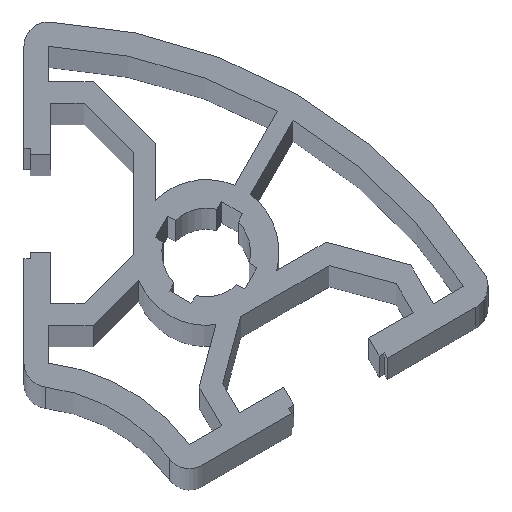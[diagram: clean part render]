
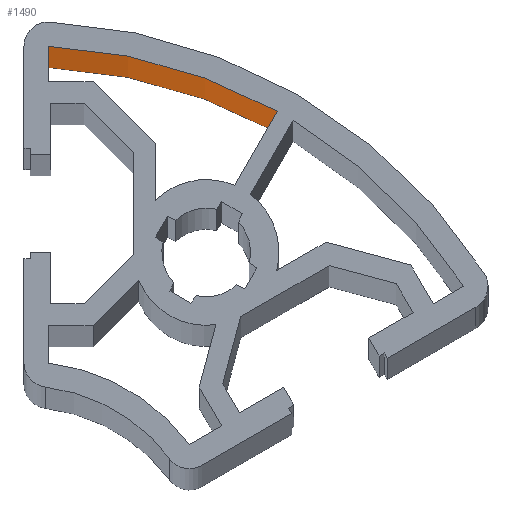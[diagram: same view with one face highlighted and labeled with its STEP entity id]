
A CAD part, top view. The second image highlights one B-rep face of the part: STEP entity #1490.
In plain terms, the highlighted cylindrical face has radius 43 mm (diameter 86 mm), a partial arc.
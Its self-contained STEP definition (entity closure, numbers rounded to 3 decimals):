
#88=FACE_OUTER_BOUND('',#164,.T.);
#164=EDGE_LOOP('',(#1045,#1046,#1047,#1048));
#245=CIRCLE('',#1589,43.);
#246=CIRCLE('',#1590,43.);
#287=LINE('',#2129,#477);
#289=LINE('',#2135,#479);
#477=VECTOR('',#1717,10.);
#479=VECTOR('',#1723,10.);
#665=VERTEX_POINT('',#2126);
#666=VERTEX_POINT('',#2128);
#667=VERTEX_POINT('',#2132);
#668=VERTEX_POINT('',#2134);
#817=EDGE_CURVE('',#666,#665,#287,.T.);
#819=EDGE_CURVE('',#667,#665,#245,.T.);
#820=EDGE_CURVE('',#667,#668,#289,.T.);
#821=EDGE_CURVE('',#666,#668,#246,.T.);
#1045=ORIENTED_EDGE('',*,*,#817,.T.);
#1046=ORIENTED_EDGE('',*,*,#819,.F.);
#1047=ORIENTED_EDGE('',*,*,#820,.T.);
#1048=ORIENTED_EDGE('',*,*,#821,.F.);
#1470=CYLINDRICAL_SURFACE('',#1588,43.);
#1490=ADVANCED_FACE('',(#88),#1470,.F.);
#1588=AXIS2_PLACEMENT_3D('',#2131,#1719,#1720);
#1589=AXIS2_PLACEMENT_3D('',#2133,#1721,#1722);
#1590=AXIS2_PLACEMENT_3D('',#2136,#1724,#1725);
#1717=DIRECTION('',(0.,0.,-1.));
#1719=DIRECTION('center_axis',(0.,0.,1.));
#1720=DIRECTION('ref_axis',(-0.485,-0.875,0.));
#1721=DIRECTION('center_axis',(0.,0.,1.));
#1722=DIRECTION('ref_axis',(-0.485,-0.875,0.));
#1723=DIRECTION('',(0.,0.,1.));
#1724=DIRECTION('center_axis',(0.,0.,-1.));
#1725=DIRECTION('ref_axis',(-0.485,-0.875,0.));
#2126=CARTESIAN_POINT('',(-13.,16.973,-500.));
#2128=CARTESIAN_POINT('',(-13.,16.973,500.));
#2129=CARTESIAN_POINT('',(-13.,16.973,0.));
#2131=CARTESIAN_POINT('Origin',(-15.,-25.981,0.));
#2132=CARTESIAN_POINT('',(5.847,11.628,-500.));
#2133=CARTESIAN_POINT('Origin',(-15.,-25.981,-500.));
#2134=CARTESIAN_POINT('',(5.847,11.628,500.));
#2135=CARTESIAN_POINT('',(5.847,11.628,0.));
#2136=CARTESIAN_POINT('Origin',(-15.,-25.981,500.));
